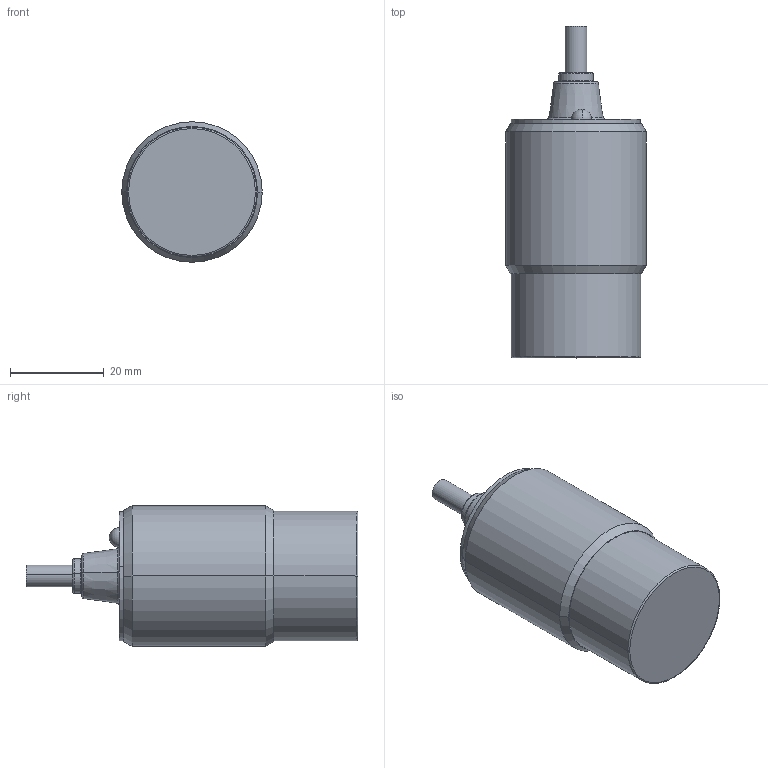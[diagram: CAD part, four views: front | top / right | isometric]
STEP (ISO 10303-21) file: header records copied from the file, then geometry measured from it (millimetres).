
FILE_DESCRIPTION((''),'2;1');
FILE_NAME('DM_CAD-6685_SW0001','2019-08-14T10:39:17',('creinig-se'),(''),'CREO PARAMETRIC BY PTC INC, 2018420','CREO PARAMETRIC BY PTC INC, 2018420','');
FILE_SCHEMA(('CONFIG_CONTROL_DESIGN','SHAPE_APPEARANCE_LAYERS_GROUPS'));
Length unit declared in the file: millimetre
Products named in the file (1): DM_CAD-6685_SW0001
Bounding box: 30 x 70.9 x 30 mm (x, y, z)
Volume: 34830.1 mm3; surface area: 6489.1 mm2
Topology: 1 solids, 2 shells, 57 faces, 190 edges, 189 vertices
Faces by surface type: plane 20, torus 13, cylinder 12, cone 8, sphere 4
Entity records: 2622 total; most frequent: DIRECTION 405, CARTESIAN_POINT 339, ORIENTED_EDGE 270, AXIS2_PLACEMENT_3D 163, EDGE_CURVE 135, PRESENTATION_STYLE_ASSIGNMENT 109, STYLED_ITEM 109, CIRCLE 105
